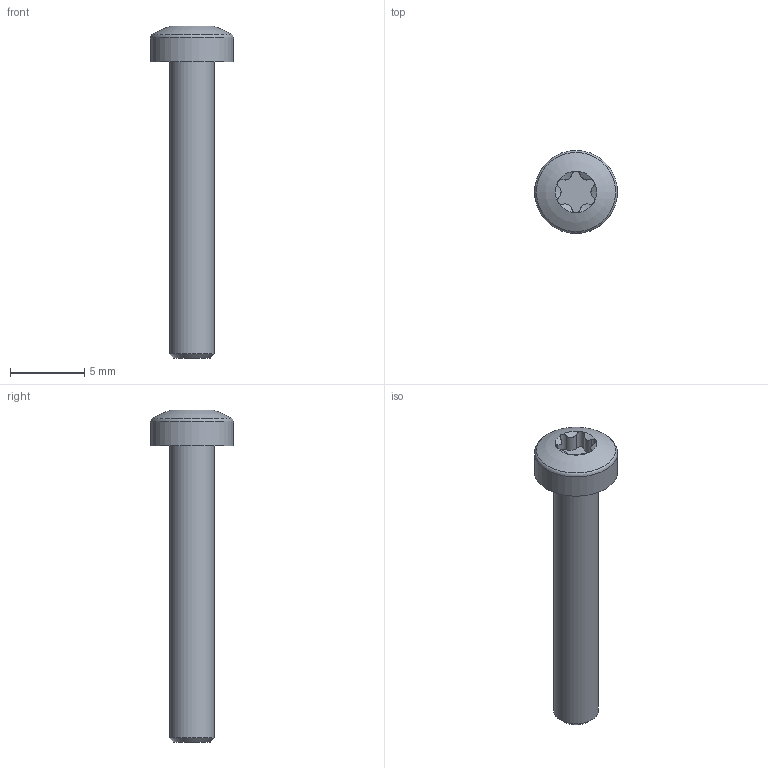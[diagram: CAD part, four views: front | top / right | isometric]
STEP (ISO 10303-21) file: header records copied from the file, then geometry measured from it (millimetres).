
FILE_DESCRIPTION(/* description */ (''),/* implementation_level */ '2;1');
FILE_NAME(/* name */ 'BOSSARD_BN5687-3061611_v.stp',/* time_stamp */ '2016-01-29T10:50:31+01:00',/* author */ ('bcivel'),/* organization */ (''),/* preprocessor_version */ 'ST-DEVELOPER v15.5',/* originating_system */ 'AutoCAD Mechanical',/* authorisation */ '');
FILE_SCHEMA (('AUTOMOTIVE_DESIGN { 1 0 10303 214 3 1 1 }'));
Length unit declared in the file: millimetre
Products named in the file (1): Product
Bounding box: 5.6 x 5.6 x 22.4 mm (x, y, z)
Volume: 188.3 mm3; surface area: 279.5 mm2
Topology: 1 solids, 1 shells, 26 faces, 62 edges, 39 vertices
Faces by surface type: cylinder 14, cone 7, plane 3, torus 1, sphere 1
Full cylindrical faces by diameter (mm): 3 x1, 5.6 x1
Entity records: 860 total; most frequent: CARTESIAN_POINT 279, DIRECTION 114, ORIENTED_EDGE 108, EDGE_CURVE 54, AXIS2_PLACEMENT_3D 51, VERTEX_POINT 36, EDGE_LOOP 32, FACE_OUTER_BOUND 26
